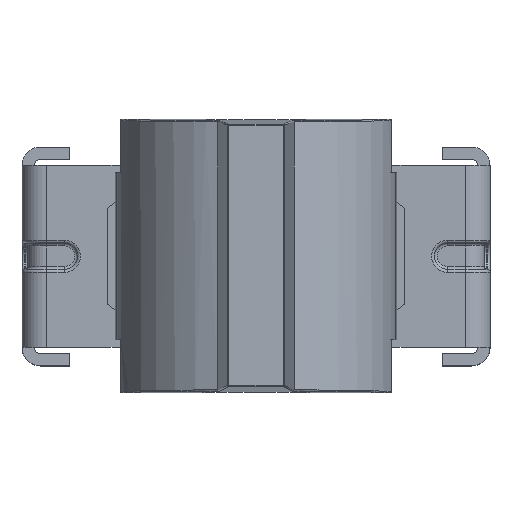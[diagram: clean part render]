
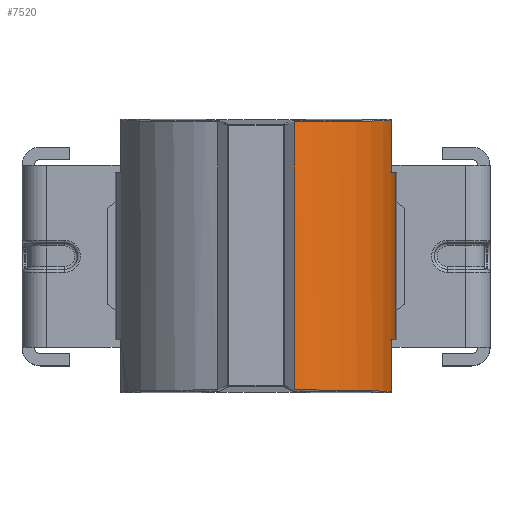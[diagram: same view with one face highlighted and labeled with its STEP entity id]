
A CAD part, top view. The second image highlights one B-rep face of the part: STEP entity #7520.
In plain terms, the highlighted cylindrical face has radius 5.84 mm (diameter 11.68 mm), a partial arc.
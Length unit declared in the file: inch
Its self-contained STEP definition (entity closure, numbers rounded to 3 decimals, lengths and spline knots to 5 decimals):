
#355=ELLIPSE('',#8016,0.22995,0.22992);
#356=ELLIPSE('',#8024,0.22995,0.22992);
#451=FACE_OUTER_BOUND('',#913,.T.);
#913=EDGE_LOOP('',(#5167,#5168,#5169,#5170,#5171,#5172,#5173,#5174,#5175,
#5176));
#1375=LINE('',#11357,#2166);
#1389=LINE('',#11458,#2180);
#1395=LINE('',#11514,#2186);
#1398=LINE('',#11519,#2189);
#1399=LINE('',#11522,#2190);
#1400=LINE('',#11526,#2191);
#2166=VECTOR('',#8856,0.3937);
#2180=VECTOR('',#8886,0.3937);
#2186=VECTOR('',#8904,0.3937);
#2189=VECTOR('',#8909,0.3937);
#2190=VECTOR('',#8912,0.3937);
#2191=VECTOR('',#8915,0.3937);
#2971=CIRCLE('',#8031,0.22992);
#2972=CIRCLE('',#8032,0.22992);
#3258=VERTEX_POINT('',#11354);
#3259=VERTEX_POINT('',#11356);
#3260=VERTEX_POINT('',#11399);
#3263=VERTEX_POINT('',#11437);
#3265=VERTEX_POINT('',#11441);
#3268=VERTEX_POINT('',#11490);
#3271=VERTEX_POINT('',#11513);
#3273=VERTEX_POINT('',#11521);
#3274=VERTEX_POINT('',#11523);
#3275=VERTEX_POINT('',#11525);
#3961=EDGE_CURVE('',#3258,#3259,#1375,.T.);
#3965=EDGE_CURVE('',#3259,#3260,#355,.T.);
#3980=EDGE_CURVE('',#3265,#3263,#1389,.T.);
#3985=EDGE_CURVE('',#3268,#3265,#356,.T.);
#3990=EDGE_CURVE('',#3271,#3260,#1395,.T.);
#3993=EDGE_CURVE('',#3263,#3258,#1398,.T.);
#3994=EDGE_CURVE('',#3268,#3273,#1399,.T.);
#3995=EDGE_CURVE('',#3273,#3274,#2971,.T.);
#3996=EDGE_CURVE('',#3274,#3275,#1400,.T.);
#3997=EDGE_CURVE('',#3275,#3271,#2972,.T.);
#5167=ORIENTED_EDGE('',*,*,#3965,.F.);
#5168=ORIENTED_EDGE('',*,*,#3961,.F.);
#5169=ORIENTED_EDGE('',*,*,#3993,.F.);
#5170=ORIENTED_EDGE('',*,*,#3980,.F.);
#5171=ORIENTED_EDGE('',*,*,#3985,.F.);
#5172=ORIENTED_EDGE('',*,*,#3994,.T.);
#5173=ORIENTED_EDGE('',*,*,#3995,.T.);
#5174=ORIENTED_EDGE('',*,*,#3996,.T.);
#5175=ORIENTED_EDGE('',*,*,#3997,.T.);
#5176=ORIENTED_EDGE('',*,*,#3990,.T.);
#7368=CYLINDRICAL_SURFACE('',#8030,0.22992);
#7520=ADVANCED_FACE('',(#451),#7368,.T.);
#8016=AXIS2_PLACEMENT_3D('',#11418,#8859,#8860);
#8024=AXIS2_PLACEMENT_3D('',#11504,#8892,#8893);
#8030=AXIS2_PLACEMENT_3D('',#11520,#8910,#8911);
#8031=AXIS2_PLACEMENT_3D('',#11524,#8913,#8914);
#8032=AXIS2_PLACEMENT_3D('',#11527,#8916,#8917);
#8856=DIRECTION('',(0.,1.,0.));
#8859=DIRECTION('center_axis',(0.,1.,0.015));
#8860=DIRECTION('ref_axis',(0.,-0.015,1.));
#8886=DIRECTION('',(0.,1.,0.));
#8892=DIRECTION('center_axis',(0.,-1.,
0.015));
#8893=DIRECTION('ref_axis',(0.,0.015,1.));
#8904=DIRECTION('',(0.,1.,0.));
#8909=DIRECTION('',(0.,1.,0.));
#8910=DIRECTION('center_axis',(0.,1.,0.));
#8911=DIRECTION('ref_axis',(0.272,0.,0.962));
#8912=DIRECTION('',(0.,1.,0.));
#8913=DIRECTION('center_axis',(0.,1.,0.));
#8914=DIRECTION('ref_axis',(0.272,0.,0.962));
#8915=DIRECTION('',(0.,1.,0.));
#8916=DIRECTION('center_axis',(0.,-1.,0.));
#8917=DIRECTION('ref_axis',(0.272,0.,0.962));
#11354=CARTESIAN_POINT('',(0.0626,0.22048,0.75194));
#11356=CARTESIAN_POINT('',(0.0626,0.2205,0.75194));
#11357=CARTESIAN_POINT('',(0.0626,-0.225,0.75194));
#11399=CARTESIAN_POINT('',(0.22282,0.22304,0.5874));
#11418=CARTESIAN_POINT('Origin',(0.,0.22391,
0.53071));
#11437=CARTESIAN_POINT('',(0.0626,-0.22048,0.75194));
#11441=CARTESIAN_POINT('',(0.0626,-0.2205,0.75194));
#11458=CARTESIAN_POINT('',(0.0626,-0.225,0.75194));
#11490=CARTESIAN_POINT('',(0.22282,-0.22304,0.5874));
#11504=CARTESIAN_POINT('Origin',(0.,-0.22391,
0.53071));
#11513=CARTESIAN_POINT('',(0.22282,0.1374,0.5874));
#11514=CARTESIAN_POINT('',(0.22282,-0.225,0.5874));
#11519=CARTESIAN_POINT('',(0.0626,-0.225,0.75194));
#11520=CARTESIAN_POINT('Origin',(0.,-0.225,0.53071));
#11521=CARTESIAN_POINT('',(0.22282,-0.1374,0.5874));
#11522=CARTESIAN_POINT('',(0.22282,-0.225,0.5874));
#11523=CARTESIAN_POINT('',(0.22983,-0.1374,0.53727));
#11524=CARTESIAN_POINT('Origin',(0.,-0.1374,
0.53071));
#11525=CARTESIAN_POINT('',(0.22983,0.1374,0.53727));
#11526=CARTESIAN_POINT('',(0.22983,-0.225,0.53727));
#11527=CARTESIAN_POINT('Origin',(0.,0.1374,
0.53071));
